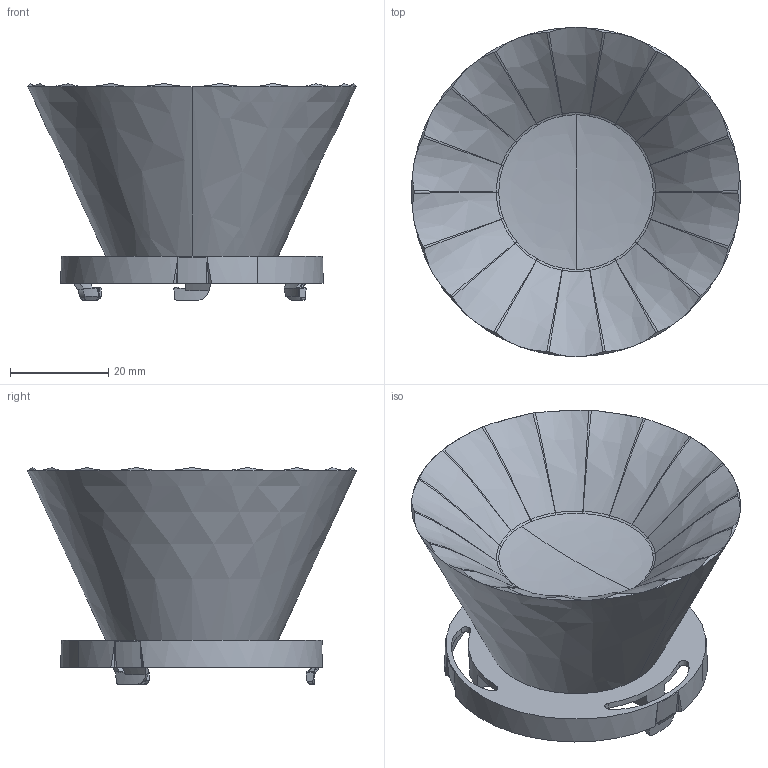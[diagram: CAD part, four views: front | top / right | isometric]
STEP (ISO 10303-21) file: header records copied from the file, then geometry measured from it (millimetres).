
FILE_DESCRIPTION (( 'STEP AP203' ), '1' );
FILE_NAME ('60031_Rev-1_Fortimo_WB_Customer.STEP', '2018-03-19T11:50:34', ( '' ), ( '' ), 'SwSTEP 2.0', 'SolidWorks 2017', '' );
FILE_SCHEMA (( 'CONFIG_CONTROL_DESIGN' ));
Length unit declared in the file: millimetre
Products named in the file (3): 60058_Rev-1_ FORT_SI_WB_Customer; 60004_Rev-1_FortimoHolder; 60031_Rev-1_Fortimo_WB_Customer
Assembly tree (2 placements, depth 2):
  60031_Rev-1_Fortimo_WB_Customer
    60058_Rev-1_ FORT_SI_WB_Customer
    60004_Rev-1_FortimoHolder
Bounding box: 66.89 x 67 x 44.1 mm (x, y, z)
Volume: 50504.2 mm3; surface area: 17956.9 mm2
Topology: 2 solids, 2 shells, 640 faces, 1746 edges, 1133 vertices
Faces by surface type: plane 283, bspline 221, cone 109, cylinder 23, torus 4
Entity records: 29140 total; most frequent: CARTESIAN_POINT 14923, ORIENTED_EDGE 3472, DIRECTION 2035, EDGE_CURVE 1736, VERTEX_POINT 1133, B_SPLINE_CURVE_WITH_KNOTS 800, AXIS2_PLACEMENT_3D 714, EDGE_LOOP 681
